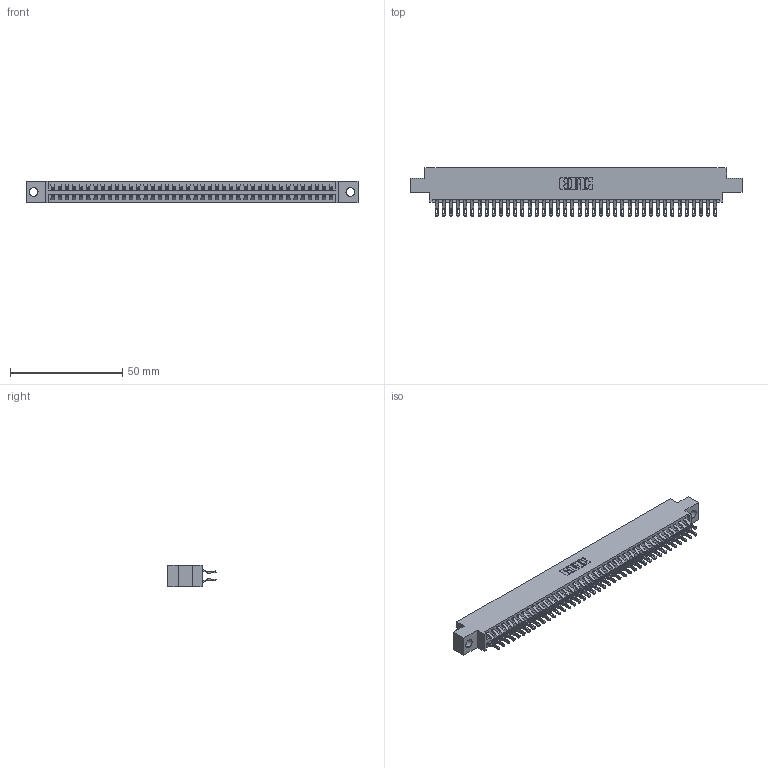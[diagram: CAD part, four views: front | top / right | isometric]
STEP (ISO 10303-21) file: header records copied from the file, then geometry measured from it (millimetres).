
FILE_DESCRIPTION (( 'STEP AP203' ), '1' );
FILE_NAME ('396-080-555-804.STEP', '2018-09-09T21:16:21', ( '' ), ( '' ), 'SwSTEP 2.0', 'SolidWorks 2016', '' );
FILE_SCHEMA (( 'CONFIG_CONTROL_DESIGN' ));
Length unit declared in the file: inch
Products named in the file (3): 345-292-001_555 Tail; 396-080-555-804; 346 Part_0.170 Offset - 0.156 Dia-TH
Assembly tree (81 placements, depth 2):
  396-080-555-804
    346 Part_0.170 Offset - 0.156 Dia-TH
    345-292-001_555 Tail  x80
Bounding box: 147.57 x 21.46 x 9.4 mm (x, y, z)
Volume: 14364.3 mm3; surface area: 20533.4 mm2
Topology: 81 solids, 81 shells, 4766 faces, 14981 edges, 9986 vertices
Faces by surface type: plane 2720, cylinder 2046
Entity records: 26835 total; most frequent: CARTESIAN_POINT 4462, ORIENTED_EDGE 4366, DIRECTION 3951, EDGE_CURVE 2183, VECTOR 1871, LINE 1871, VERTEX_POINT 1454, AXIS2_PLACEMENT_3D 1040
